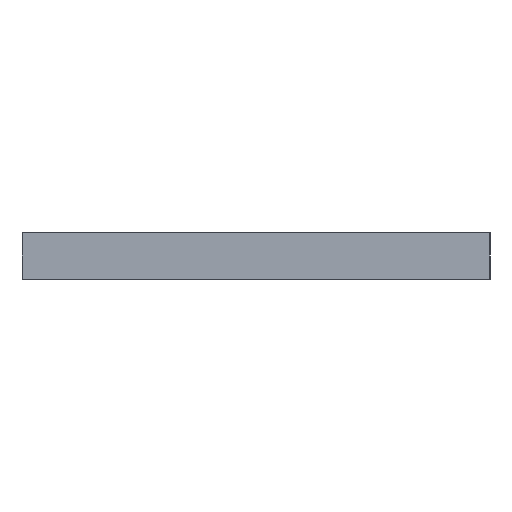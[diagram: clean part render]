
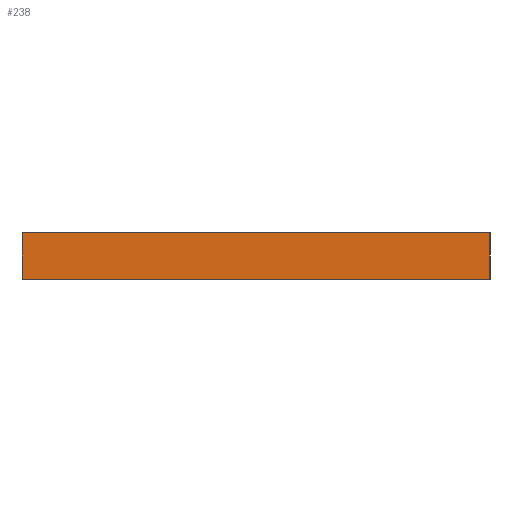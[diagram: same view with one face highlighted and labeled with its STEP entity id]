
A CAD part, left-side view. The second image highlights one B-rep face of the part: STEP entity #238.
In plain terms, the highlighted planar face has unit normal (-1, 0, 0).
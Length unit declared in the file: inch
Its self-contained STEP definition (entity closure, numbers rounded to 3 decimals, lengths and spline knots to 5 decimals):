
#4 = LINE ( 'NONE', #98, #220 ) ;
#6 = VECTOR ( 'NONE', #107, 39.37008 ) ;
#8 = ORIENTED_EDGE ( 'NONE', *, *, #147, .T. ) ;
#17 = VERTEX_POINT ( 'NONE', #190 ) ;
#28 = DIRECTION ( 'NONE',  ( 0., -1., 0. ) ) ;
#31 = CARTESIAN_POINT ( 'NONE',  ( 0., 0., 0.0415 ) ) ;
#33 = LINE ( 'NONE', #195, #225 ) ;
#36 = VERTEX_POINT ( 'NONE', #156 ) ;
#53 = LINE ( 'NONE', #31, #135 ) ;
#54 = PLANE ( 'NONE',  #87 ) ;
#62 = ORIENTED_EDGE ( 'NONE', *, *, #74, .T. ) ;
#74 = EDGE_CURVE ( 'NONE', #140, #17, #4, .T. ) ;
#77 = ORIENTED_EDGE ( 'NONE', *, *, #211, .F. ) ;
#85 = LINE ( 'NONE', #160, #6 ) ;
#87 = AXIS2_PLACEMENT_3D ( 'NONE', #127, #197, #142 ) ;
#88 = CARTESIAN_POINT ( 'NONE',  ( 0., 0.4135, 0.0415 ) ) ;
#98 = CARTESIAN_POINT ( 'NONE',  ( 0., 0.4135, 0.0415 ) ) ;
#107 = DIRECTION ( 'NONE',  ( 0., 0., -1. ) ) ;
#116 = VERTEX_POINT ( 'NONE', #232 ) ;
#120 = EDGE_LOOP ( 'NONE', ( #8, #77, #213, #62 ) ) ;
#121 = DIRECTION ( 'NONE',  ( 0., -1., 0. ) ) ;
#125 = FACE_OUTER_BOUND ( 'NONE', #120, .T. ) ;
#127 = CARTESIAN_POINT ( 'NONE',  ( 0., 0., 0.0415 ) ) ;
#135 = VECTOR ( 'NONE', #28, 39.37008 ) ;
#140 = VERTEX_POINT ( 'NONE', #88 ) ;
#142 = DIRECTION ( 'NONE',  ( 0., 0., -1. ) ) ;
#147 = EDGE_CURVE ( 'NONE', #17, #36, #33, .T. ) ;
#156 = CARTESIAN_POINT ( 'NONE',  ( 0., 0., 0. ) ) ;
#160 = CARTESIAN_POINT ( 'NONE',  ( 0., 0., 0.0415 ) ) ;
#172 = DIRECTION ( 'NONE',  ( 0., 0., -1. ) ) ;
#190 = CARTESIAN_POINT ( 'NONE',  ( 0., 0.4135, 0. ) ) ;
#192 = EDGE_CURVE ( 'NONE', #140, #116, #53, .T. ) ;
#195 = CARTESIAN_POINT ( 'NONE',  ( 0., 0., 0. ) ) ;
#197 = DIRECTION ( 'NONE',  ( 1., 0., 0. ) ) ;
#211 = EDGE_CURVE ( 'NONE', #116, #36, #85, .T. ) ;
#213 = ORIENTED_EDGE ( 'NONE', *, *, #192, .F. ) ;
#220 = VECTOR ( 'NONE', #172, 39.37008 ) ;
#225 = VECTOR ( 'NONE', #121, 39.37008 ) ;
#232 = CARTESIAN_POINT ( 'NONE',  ( 0., 0., 0.0415 ) ) ;
#238 = ADVANCED_FACE ( 'NONE', ( #125 ), #54, .F. ) ;
